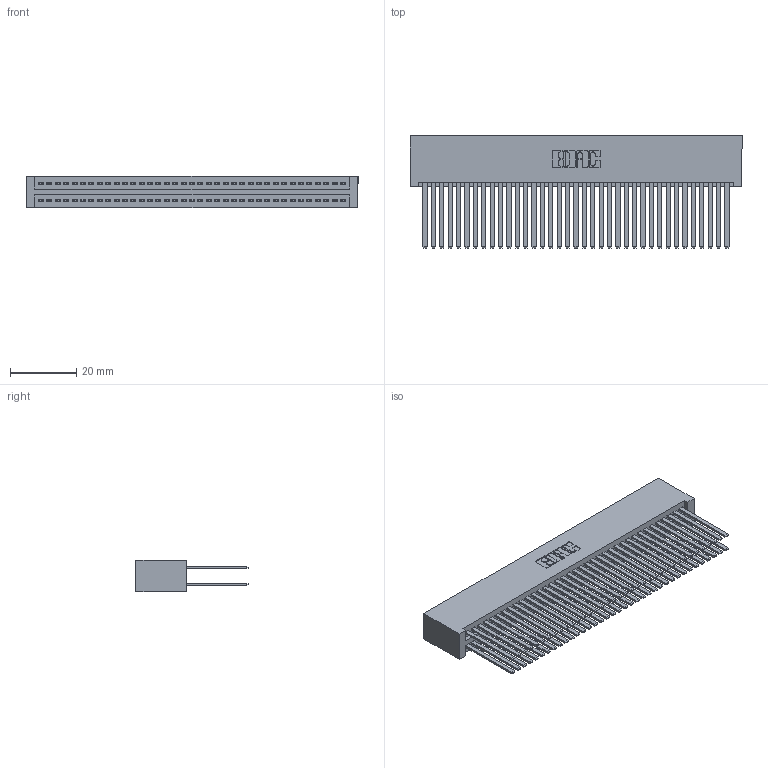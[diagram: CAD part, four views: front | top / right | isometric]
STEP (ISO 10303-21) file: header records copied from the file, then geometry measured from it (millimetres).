
FILE_DESCRIPTION (( 'STEP AP203' ), '1' );
FILE_NAME ('395-074-544-201.STEP', '2018-11-27T19:12:12', ( '' ), ( '' ), 'SwSTEP 2.0', 'SolidWorks 2016', '' );
FILE_SCHEMA (( 'CONFIG_CONTROL_DESIGN' ));
Length unit declared in the file: inch
Products named in the file (3): 345-292-001_345-293-144; 345 Part_No Mounting Lugs; 395-074-544-201
Assembly tree (75 placements, depth 2):
  395-074-544-201
    345 Part_No Mounting Lugs
    345-292-001_345-293-144  x74
Bounding box: 100.58 x 33.96 x 9.4 mm (x, y, z)
Volume: 11377.7 mm3; surface area: 20064.9 mm2
Topology: 75 solids, 75 shells, 3374 faces, 10011 edges, 6574 vertices
Faces by surface type: plane 2222, cylinder 1152
Entity records: 29243 total; most frequent: CARTESIAN_POINT 4904, ORIENTED_EDGE 4838, DIRECTION 4323, EDGE_CURVE 2419, LINE 2151, VECTOR 2151, VERTEX_POINT 1610, AXIS2_PLACEMENT_3D 1086
